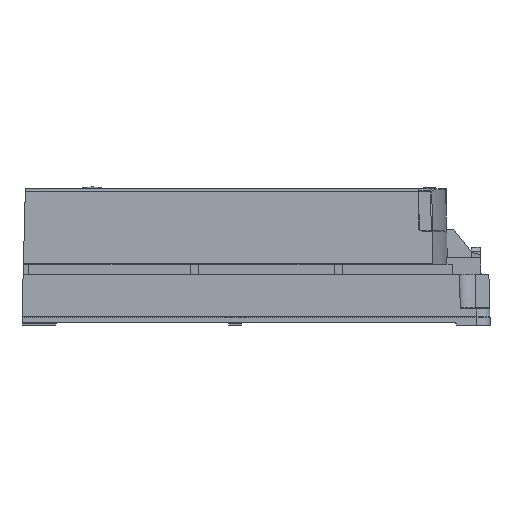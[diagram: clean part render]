
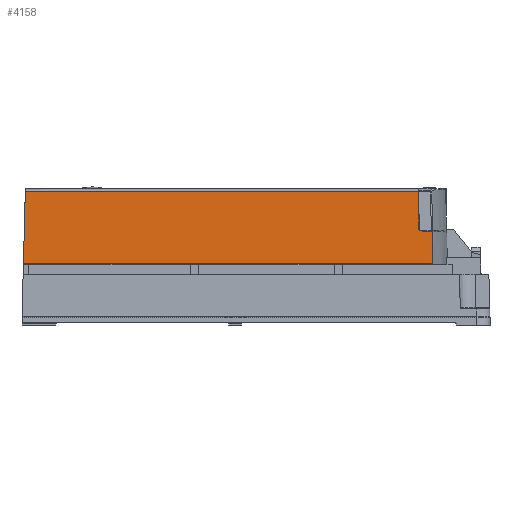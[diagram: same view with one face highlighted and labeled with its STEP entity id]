
A CAD part, left-side view. The second image highlights one B-rep face of the part: STEP entity #4158.
In plain terms, the highlighted planar face has unit normal (-1, 0, 0.026).
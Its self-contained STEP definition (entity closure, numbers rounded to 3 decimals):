
#124=B_SPLINE_CURVE_WITH_KNOTS('',3,(#17397,#17398,#17399,#17400,#17401,
#17402,#17403,#17404,#17405,#17406),.UNSPECIFIED.,.F.,.F.,(4,3,3,4),(0.,
0.18,0.542,1.),.UNSPECIFIED.);
#127=B_SPLINE_CURVE_WITH_KNOTS('',3,(#17487,#17488,#17489,#17490,#17491,
#17492,#17493),.UNSPECIFIED.,.F.,.F.,(4,3,4),(0.,0.969,1.),.UNSPECIFIED.);
#130=B_SPLINE_CURVE_WITH_KNOTS('',3,(#17542,#17543,#17544,#17545,#17546,
#17547,#17548,#17549,#17550,#17551,#17552,#17553,#17554),.UNSPECIFIED.,.F.,
 .F.,(4,3,3,3,4),(0.,0.008,0.232,0.455,
1.),.UNSPECIFIED.);
#131=B_SPLINE_CURVE_WITH_KNOTS('',3,(#17569,#17570,#17571,#17572),.UNSPECIFIED.,
 .F.,.F.,(4,4),(0.,1.),.UNSPECIFIED.);
#132=B_SPLINE_CURVE_WITH_KNOTS('',3,(#17573,#17574,#17575,#17576,#17577,
#17578),.UNSPECIFIED.,.F.,.F.,(4,2,4),(0.,0.479,1.),.UNSPECIFIED.);
#594=PLANE('',#11582);
#1147=FACE_OUTER_BOUND('',#5063,.T.);
#1478=LINE('',#15265,#2678);
#1532=LINE('',#15412,#2732);
#1826=LINE('',#16355,#3026);
#1827=LINE('',#16357,#3027);
#1828=LINE('',#16361,#3028);
#1852=LINE('',#16457,#3052);
#1853=LINE('',#16461,#3053);
#2210=LINE('',#17526,#3410);
#2211=LINE('',#17529,#3411);
#2212=LINE('',#17540,#3412);
#2213=LINE('',#17567,#3413);
#2214=LINE('',#17580,#3414);
#2678=VECTOR('',#12217,1.);
#2732=VECTOR('',#12313,1.);
#3026=VECTOR('',#13137,1.);
#3027=VECTOR('',#13140,1.);
#3028=VECTOR('',#13145,1.);
#3052=VECTOR('',#13197,1.);
#3053=VECTOR('',#13202,1.);
#3410=VECTOR('',#13983,1.);
#3411=VECTOR('',#13986,1.);
#3412=VECTOR('',#13989,1.);
#3413=VECTOR('',#13992,1.);
#3414=VECTOR('',#13993,1.);
#4158=ADVANCED_FACE('',(#1147),#594,.T.);
#5063=EDGE_LOOP('',(#7439,#7440,#7441,#7442,#7443,#7444,#7445,#7446,#7447,
#7448,#7449,#7450,#7451,#7452,#7453,#7454,#7455));
#7439=ORIENTED_EDGE('',*,*,#10433,.T.);
#7440=ORIENTED_EDGE('',*,*,#10003,.T.);
#7441=ORIENTED_EDGE('',*,*,#9969,.T.);
#7442=ORIENTED_EDGE('',*,*,#9967,.F.);
#7443=ORIENTED_EDGE('',*,*,#9966,.T.);
#7444=ORIENTED_EDGE('',*,*,#9505,.T.);
#7445=ORIENTED_EDGE('',*,*,#9578,.T.);
#7446=ORIENTED_EDGE('',*,*,#10427,.T.);
#7447=ORIENTED_EDGE('',*,*,#10419,.T.);
#7448=ORIENTED_EDGE('',*,*,#10422,.T.);
#7449=ORIENTED_EDGE('',*,*,#10431,.T.);
#7450=ORIENTED_EDGE('',*,*,#10432,.T.);
#7451=ORIENTED_EDGE('',*,*,#10429,.T.);
#7452=ORIENTED_EDGE('',*,*,#10434,.T.);
#7453=ORIENTED_EDGE('',*,*,#10001,.F.);
#7454=ORIENTED_EDGE('',*,*,#10435,.T.);
#7455=ORIENTED_EDGE('',*,*,#10436,.F.);
#8437=VERTEX_POINT('',#15264);
#8438=VERTEX_POINT('',#15266);
#8505=VERTEX_POINT('',#15411);
#8734=VERTEX_POINT('',#16354);
#8735=VERTEX_POINT('',#16358);
#8736=VERTEX_POINT('',#16362);
#8759=VERTEX_POINT('',#16455);
#8761=VERTEX_POINT('',#16458);
#8762=VERTEX_POINT('',#16462);
#9035=VERTEX_POINT('',#17407);
#9036=VERTEX_POINT('',#17408);
#9038=VERTEX_POINT('',#17494);
#9041=VERTEX_POINT('',#17524);
#9042=VERTEX_POINT('',#17528);
#9043=VERTEX_POINT('',#17539);
#9044=VERTEX_POINT('',#17568);
#9045=VERTEX_POINT('',#17579);
#9505=EDGE_CURVE('',#8438,#8437,#1478,.T.);
#9578=EDGE_CURVE('',#8437,#8505,#1532,.T.);
#9966=EDGE_CURVE('',#8734,#8438,#1826,.T.);
#9967=EDGE_CURVE('',#8734,#8735,#1827,.T.);
#9969=EDGE_CURVE('',#8736,#8735,#1828,.T.);
#10001=EDGE_CURVE('',#8759,#8761,#1852,.T.);
#10003=EDGE_CURVE('',#8762,#8736,#1853,.T.);
#10419=EDGE_CURVE('',#9035,#9036,#124,.T.);
#10422=EDGE_CURVE('',#9036,#9038,#127,.T.);
#10427=EDGE_CURVE('',#8505,#9035,#2210,.T.);
#10429=EDGE_CURVE('',#9041,#9042,#2211,.T.);
#10431=EDGE_CURVE('',#9038,#9043,#2212,.T.);
#10432=EDGE_CURVE('',#9043,#9041,#130,.T.);
#10433=EDGE_CURVE('',#9044,#8762,#2213,.T.);
#10434=EDGE_CURVE('',#9042,#8761,#131,.T.);
#10435=EDGE_CURVE('',#8759,#9045,#132,.T.);
#10436=EDGE_CURVE('',#9044,#9045,#2214,.T.);
#11582=AXIS2_PLACEMENT_3D('',#17581,#13994,#13995);
#12217=DIRECTION('',(0.,1.,0.));
#12313=DIRECTION('',(-0.026,0.026,-0.999));
#13137=DIRECTION('',(0.026,0.,1.));
#13140=DIRECTION('',(0.,1.,0.));
#13145=DIRECTION('',(0.026,0.026,0.999));
#13197=DIRECTION('',(0.,-1.,0.));
#13202=DIRECTION('',(0.026,0.,1.));
#13983=DIRECTION('',(0.,-1.,0.));
#13986=DIRECTION('',(0.,-1.,0.));
#13989=DIRECTION('',(0.,-1.,0.));
#13992=DIRECTION('',(0.026,0.026,0.999));
#13993=DIRECTION('',(-0.001,-1.,-0.026));
#13994=DIRECTION('',(-1.,0.,0.026));
#13995=DIRECTION('',(-0.026,0.,-1.));
#15264=CARTESIAN_POINT('',(24.268,176.232,42.516));
#15265=CARTESIAN_POINT('',(24.268,-407.5,42.516));
#15266=CARTESIAN_POINT('',(24.268,24.9,42.516));
#15411=CARTESIAN_POINT('',(23.53,176.97,14.35));
#15412=CARTESIAN_POINT('',(23.123,177.377,-1.193));
#16354=CARTESIAN_POINT('',(24.262,24.9,42.299));
#16355=CARTESIAN_POINT('',(23.,24.9,-5.9));
#16357=CARTESIAN_POINT('',(24.262,13.886,42.299));
#16358=CARTESIAN_POINT('',(24.262,25.034,42.299));
#16361=CARTESIAN_POINT('',(22.982,23.753,-6.587));
#16362=CARTESIAN_POINT('',(24.129,24.9,37.199));
#16455=CARTESIAN_POINT('',(23.863,20.096,27.05));
#16457=CARTESIAN_POINT('',(23.863,-2.5,27.05));
#16458=CARTESIAN_POINT('',(23.863,19.744,27.05));
#16461=CARTESIAN_POINT('',(23.,24.9,-5.9));
#16462=CARTESIAN_POINT('',(23.968,24.9,31.05));
#17397=CARTESIAN_POINT('',(23.53,176.866,14.35));
#17398=CARTESIAN_POINT('',(23.531,176.851,14.376));
#17399=CARTESIAN_POINT('',(23.532,176.835,14.401));
#17400=CARTESIAN_POINT('',(23.532,176.819,14.426));
#17401=CARTESIAN_POINT('',(23.534,176.786,14.475));
#17402=CARTESIAN_POINT('',(23.535,176.75,14.523));
#17403=CARTESIAN_POINT('',(23.536,176.712,14.569));
#17404=CARTESIAN_POINT('',(23.538,176.664,14.627));
#17405=CARTESIAN_POINT('',(23.539,176.614,14.684));
#17406=CARTESIAN_POINT('',(23.54,176.56,14.736));
#17407=CARTESIAN_POINT('',(23.53,176.866,14.35));
#17408=CARTESIAN_POINT('',(23.54,176.559,14.736));
#17487=CARTESIAN_POINT('',(23.54,176.559,14.735));
#17488=CARTESIAN_POINT('',(23.541,176.526,14.768));
#17489=CARTESIAN_POINT('',(23.542,176.493,14.801));
#17490=CARTESIAN_POINT('',(23.543,176.46,14.834));
#17491=CARTESIAN_POINT('',(23.543,176.459,14.835));
#17492=CARTESIAN_POINT('',(23.543,176.458,14.836));
#17493=CARTESIAN_POINT('',(23.543,176.457,14.837));
#17494=CARTESIAN_POINT('',(23.543,176.457,14.837));
#17524=CARTESIAN_POINT('',(23.53,19.546,14.35));
#17526=CARTESIAN_POINT('',(23.53,-2.5,14.35));
#17528=CARTESIAN_POINT('',(23.53,19.511,14.35));
#17529=CARTESIAN_POINT('',(23.53,-2.5,14.35));
#17539=CARTESIAN_POINT('',(23.543,19.87,14.837));
#17540=CARTESIAN_POINT('',(23.543,-2.5,14.837));
#17542=CARTESIAN_POINT('',(23.543,19.87,14.837));
#17543=CARTESIAN_POINT('',(23.543,19.869,14.836));
#17544=CARTESIAN_POINT('',(23.543,19.868,14.835));
#17545=CARTESIAN_POINT('',(23.543,19.867,14.834));
#17546=CARTESIAN_POINT('',(23.542,19.835,14.803));
#17547=CARTESIAN_POINT('',(23.541,19.804,14.771));
#17548=CARTESIAN_POINT('',(23.54,19.775,14.738));
#17549=CARTESIAN_POINT('',(23.54,19.746,14.705));
#17550=CARTESIAN_POINT('',(23.539,19.718,14.671));
#17551=CARTESIAN_POINT('',(23.538,19.692,14.635));
#17552=CARTESIAN_POINT('',(23.535,19.629,14.549));
#17553=CARTESIAN_POINT('',(23.533,19.578,14.452));
#17554=CARTESIAN_POINT('',(23.53,19.546,14.35));
#17567=CARTESIAN_POINT('',(22.982,23.914,-6.591));
#17568=CARTESIAN_POINT('',(23.868,24.8,27.246));
#17569=CARTESIAN_POINT('',(23.53,19.511,14.35));
#17570=CARTESIAN_POINT('',(23.641,19.588,18.583));
#17571=CARTESIAN_POINT('',(23.752,19.666,22.817));
#17572=CARTESIAN_POINT('',(23.863,19.744,27.05));
#17573=CARTESIAN_POINT('',(23.543,19.87,14.837));
#17574=CARTESIAN_POINT('',(23.594,19.906,16.8));
#17575=CARTESIAN_POINT('',(23.646,19.943,18.763));
#17576=CARTESIAN_POINT('',(23.753,20.018,22.858));
#17577=CARTESIAN_POINT('',(23.809,20.057,24.99));
#17578=CARTESIAN_POINT('',(23.865,20.097,27.123));
#17579=CARTESIAN_POINT('',(23.865,20.097,27.123));
#17580=CARTESIAN_POINT('',(23.849,-3.349,26.509));
#17581=CARTESIAN_POINT('',(23.,-2.5,-5.9));
